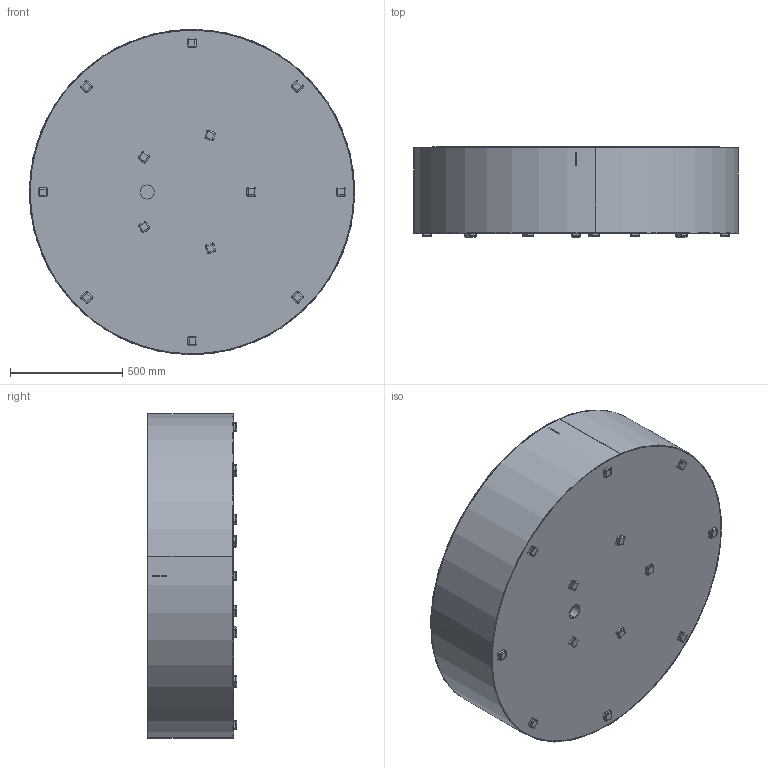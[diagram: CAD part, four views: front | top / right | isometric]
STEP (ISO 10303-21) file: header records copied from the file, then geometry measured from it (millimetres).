
FILE_DESCRIPTION (( 'STEP AP214' ), '1' );
FILE_NAME ('CBR4.STEP', '2021-09-15T06:42:40', ( '' ), ( '' ), 'SwSTEP 2.0', 'SolidWorks 2021', '' );
FILE_SCHEMA (( 'AUTOMOTIVE_DESIGN' ));
Length unit declared in the file: millimetre
Products named in the file (13): Feet CBR4; Bottom CBR4; Ring 1 CBR4; Ring top; Topring CBR4; Ring 2 CBR4; Wall part CBR4; Pipe CBR4; Strip CBR4; Cover CBR4; L CBR4_Default<As Machined>; pipe cover CBR4; CBR4
Assembly tree (34 placements, depth 2):
  CBR4
    Bottom CBR4
    Wall part CBR4  x2
    Topring CBR4
    Ring 1 CBR4  x2
    Ring 2 CBR4  x2
    Cover CBR4
    Strip CBR4  x4
    pipe cover CBR4
    Pipe CBR4
    Feet CBR4  x13
    Ring top
    L CBR4_Default<As Machined>  x5
Bounding box: 1449.01 x 400 x 1449.01 mm (x, y, z)
Volume: 17196179.8 mm3; surface area: 10733849.5 mm2
Topology: 34 solids, 34 shells, 647 faces, 1321 edges, 742 vertices
Faces by surface type: plane 376, cylinder 167, bspline 104
Entity records: 4265 total; most frequent: CARTESIAN_POINT 1131, DIRECTION 581, ORIENTED_EDGE 470, EDGE_CURVE 235, AXIS2_PLACEMENT_3D 220, VERTEX_POINT 146, VECTOR 141, LINE 141
